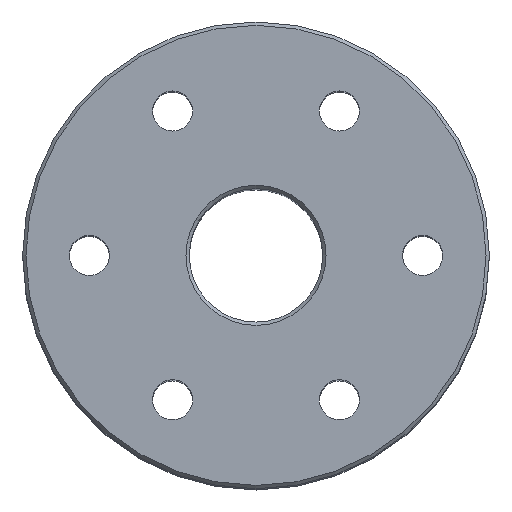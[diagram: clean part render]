
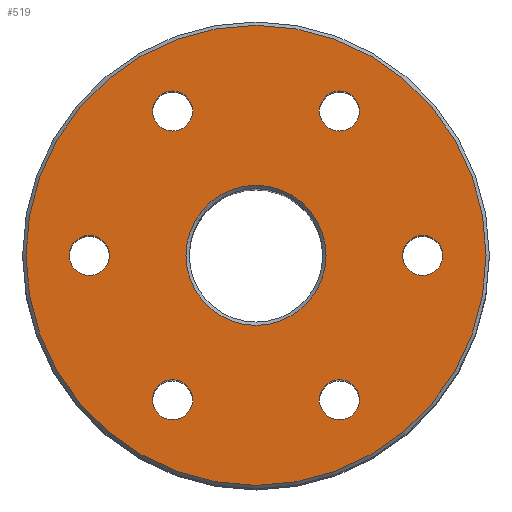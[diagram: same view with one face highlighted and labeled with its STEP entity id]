
A CAD part, top view. The second image highlights one B-rep face of the part: STEP entity #519.
In plain terms, the highlighted planar face has unit normal (0, 0, 1).
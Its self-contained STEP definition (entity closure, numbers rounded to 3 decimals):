
#22=FACE_BOUND('',#103,.T.);
#23=FACE_BOUND('',#104,.T.);
#24=FACE_BOUND('',#105,.T.);
#25=FACE_BOUND('',#106,.T.);
#26=FACE_BOUND('',#107,.T.);
#27=FACE_BOUND('',#108,.T.);
#28=FACE_BOUND('',#109,.T.);
#44=PLANE('',#574);
#67=FACE_OUTER_BOUND('',#102,.T.);
#102=EDGE_LOOP('',(#387));
#103=EDGE_LOOP('',(#388));
#104=EDGE_LOOP('',(#389));
#105=EDGE_LOOP('',(#390));
#106=EDGE_LOOP('',(#391));
#107=EDGE_LOOP('',(#392));
#108=EDGE_LOOP('',(#393));
#109=EDGE_LOOP('',(#394));
#207=CIRCLE('',#573,10.5);
#208=CIRCLE('',#575,34.5);
#209=CIRCLE('',#576,3.);
#210=CIRCLE('',#577,3.);
#211=CIRCLE('',#578,3.);
#212=CIRCLE('',#579,3.);
#213=CIRCLE('',#580,3.);
#214=CIRCLE('',#581,3.);
#255=VERTEX_POINT('',#842);
#256=VERTEX_POINT('',#846);
#257=VERTEX_POINT('',#848);
#258=VERTEX_POINT('',#850);
#259=VERTEX_POINT('',#852);
#260=VERTEX_POINT('',#854);
#261=VERTEX_POINT('',#856);
#262=VERTEX_POINT('',#858);
#306=EDGE_CURVE('',#255,#255,#207,.T.);
#307=EDGE_CURVE('',#256,#256,#208,.T.);
#308=EDGE_CURVE('',#257,#257,#209,.T.);
#309=EDGE_CURVE('',#258,#258,#210,.T.);
#310=EDGE_CURVE('',#259,#259,#211,.T.);
#311=EDGE_CURVE('',#260,#260,#212,.T.);
#312=EDGE_CURVE('',#261,#261,#213,.T.);
#313=EDGE_CURVE('',#262,#262,#214,.T.);
#387=ORIENTED_EDGE('',*,*,#307,.F.);
#388=ORIENTED_EDGE('',*,*,#308,.T.);
#389=ORIENTED_EDGE('',*,*,#309,.T.);
#390=ORIENTED_EDGE('',*,*,#310,.T.);
#391=ORIENTED_EDGE('',*,*,#311,.T.);
#392=ORIENTED_EDGE('',*,*,#312,.T.);
#393=ORIENTED_EDGE('',*,*,#313,.T.);
#394=ORIENTED_EDGE('',*,*,#306,.F.);
#519=ADVANCED_FACE('',(#67,#22,#23,#24,#25,#26,#27,#28),#44,.T.);
#573=AXIS2_PLACEMENT_3D('',#844,#670,#671);
#574=AXIS2_PLACEMENT_3D('',#845,#672,#673);
#575=AXIS2_PLACEMENT_3D('',#847,#674,#675);
#576=AXIS2_PLACEMENT_3D('',#849,#676,#677);
#577=AXIS2_PLACEMENT_3D('',#851,#678,#679);
#578=AXIS2_PLACEMENT_3D('',#853,#680,#681);
#579=AXIS2_PLACEMENT_3D('',#855,#682,#683);
#580=AXIS2_PLACEMENT_3D('',#857,#684,#685);
#581=AXIS2_PLACEMENT_3D('',#859,#686,#687);
#670=DIRECTION('center_axis',(0.,0.,1.));
#671=DIRECTION('ref_axis',(-1.,0.,0.));
#672=DIRECTION('center_axis',(0.,0.,1.));
#673=DIRECTION('ref_axis',(1.,0.,0.));
#674=DIRECTION('center_axis',(0.,0.,-1.));
#675=DIRECTION('ref_axis',(-1.,0.,0.));
#676=DIRECTION('center_axis',(0.,0.,-1.));
#677=DIRECTION('ref_axis',(-1.,0.,0.));
#678=DIRECTION('center_axis',(0.,0.,-1.));
#679=DIRECTION('ref_axis',(-1.,0.,0.));
#680=DIRECTION('center_axis',(0.,0.,-1.));
#681=DIRECTION('ref_axis',(-1.,0.,0.));
#682=DIRECTION('center_axis',(0.,0.,-1.));
#683=DIRECTION('ref_axis',(-1.,0.,0.));
#684=DIRECTION('center_axis',(0.,0.,-1.));
#685=DIRECTION('ref_axis',(-1.,0.,0.));
#686=DIRECTION('center_axis',(0.,0.,-1.));
#687=DIRECTION('ref_axis',(-1.,0.,0.));
#842=CARTESIAN_POINT('',(10.5,0.,110.));
#844=CARTESIAN_POINT('Origin',(0.,0.,110.));
#845=CARTESIAN_POINT('Origin',(10.,0.,110.));
#846=CARTESIAN_POINT('',(34.5,0.,110.));
#847=CARTESIAN_POINT('Origin',(0.,0.,110.));
#848=CARTESIAN_POINT('',(15.5,21.651,110.));
#849=CARTESIAN_POINT('Origin',(12.5,21.651,110.));
#850=CARTESIAN_POINT('',(-9.5,21.651,110.));
#851=CARTESIAN_POINT('Origin',(-12.5,21.651,110.));
#852=CARTESIAN_POINT('',(-22.,0.,110.));
#853=CARTESIAN_POINT('Origin',(-25.,0.,110.));
#854=CARTESIAN_POINT('',(-9.5,-21.651,110.));
#855=CARTESIAN_POINT('Origin',(-12.5,-21.651,110.));
#856=CARTESIAN_POINT('',(15.5,-21.651,110.));
#857=CARTESIAN_POINT('Origin',(12.5,-21.651,110.));
#858=CARTESIAN_POINT('',(28.,0.,110.));
#859=CARTESIAN_POINT('Origin',(25.,0.,110.));
